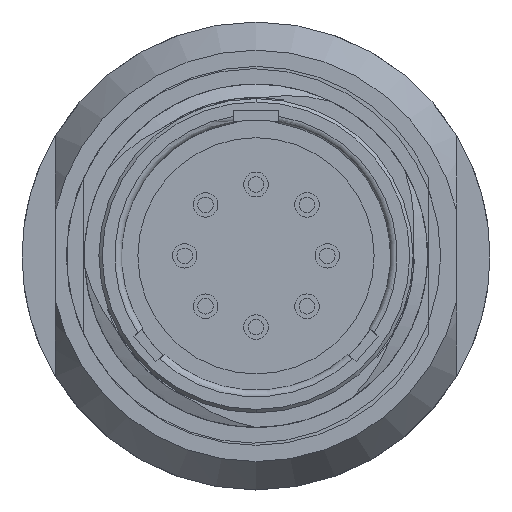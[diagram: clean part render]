
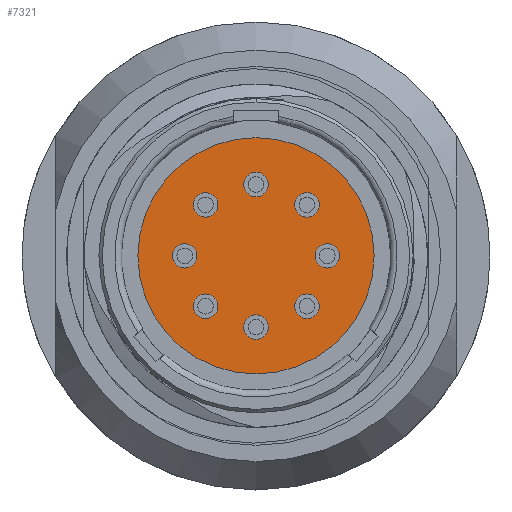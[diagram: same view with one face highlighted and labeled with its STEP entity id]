
A CAD part, top view. The second image highlights one B-rep face of the part: STEP entity #7321.
In plain terms, the highlighted planar face has unit normal (0, 0, 1).
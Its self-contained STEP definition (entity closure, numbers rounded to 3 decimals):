
#6693=CARTESIAN_POINT('',(5.3,0.,13.8));
#6694=VERTEX_POINT('',#6693);
#6710=CARTESIAN_POINT('',(-5.3,0.,13.8));
#6711=VERTEX_POINT('',#6710);
#6718=CARTESIAN_POINT('',(0.0,0.,13.8));
#6719=DIRECTION('',(0.0,0.0,1.0));
#6720=DIRECTION('',(1.0,0.0,0.0));
#6721=AXIS2_PLACEMENT_3D('',#6718,#6719,#6720);
#6722=CIRCLE('',#6721,5.3);
#6723=EDGE_CURVE('',#6694,#6711,#6722,.T.);
#6733=CARTESIAN_POINT('',(-1.713,2.286,13.8));
#6734=VERTEX_POINT('',#6733);
#6743=CARTESIAN_POINT('',(-2.813,2.286,13.8));
#6744=VERTEX_POINT('',#6743);
#6745=CARTESIAN_POINT('',(-2.263,2.286,13.8));
#6746=DIRECTION('',(0.0,0.0,-1.0));
#6747=DIRECTION('',(1.0,0.0,0.0));
#6748=AXIS2_PLACEMENT_3D('',#6745,#6746,#6747);
#6749=CIRCLE('',#6748,0.55);
#6750=EDGE_CURVE('',#6744,#6734,#6749,.T.);
#6775=CARTESIAN_POINT('',(-1.713,-2.263,13.8));
#6776=VERTEX_POINT('',#6775);
#6785=CARTESIAN_POINT('',(-2.813,-2.263,13.8));
#6786=VERTEX_POINT('',#6785);
#6787=CARTESIAN_POINT('',(-2.263,-2.263,13.8));
#6788=DIRECTION('',(0.0,0.0,-1.0));
#6789=DIRECTION('',(1.0,0.0,0.0));
#6790=AXIS2_PLACEMENT_3D('',#6787,#6788,#6789);
#6791=CIRCLE('',#6790,0.55);
#6792=EDGE_CURVE('',#6786,#6776,#6791,.T.);
#6817=CARTESIAN_POINT('',(2.836,-2.263,13.8));
#6818=VERTEX_POINT('',#6817);
#6827=CARTESIAN_POINT('',(1.736,-2.263,13.8));
#6828=VERTEX_POINT('',#6827);
#6829=CARTESIAN_POINT('',(2.286,-2.263,13.8));
#6830=DIRECTION('',(0.0,0.0,-1.0));
#6831=DIRECTION('',(1.0,0.0,0.0));
#6832=AXIS2_PLACEMENT_3D('',#6829,#6830,#6831);
#6833=CIRCLE('',#6832,0.55);
#6834=EDGE_CURVE('',#6828,#6818,#6833,.T.);
#6859=CARTESIAN_POINT('',(2.836,2.286,13.8));
#6860=VERTEX_POINT('',#6859);
#6869=CARTESIAN_POINT('',(1.736,2.286,13.8));
#6870=VERTEX_POINT('',#6869);
#6871=CARTESIAN_POINT('',(2.286,2.286,13.8));
#6872=DIRECTION('',(0.0,0.0,-1.0));
#6873=DIRECTION('',(1.0,0.0,0.0));
#6874=AXIS2_PLACEMENT_3D('',#6871,#6872,#6873);
#6875=CIRCLE('',#6874,0.55);
#6876=EDGE_CURVE('',#6870,#6860,#6875,.T.);
#6901=CARTESIAN_POINT('',(0.55,3.2,13.8));
#6902=VERTEX_POINT('',#6901);
#6911=CARTESIAN_POINT('',(-0.55,3.2,13.8));
#6912=VERTEX_POINT('',#6911);
#6913=CARTESIAN_POINT('',(0.,3.2,13.8));
#6914=DIRECTION('',(0.0,0.0,-1.0));
#6915=DIRECTION('',(1.0,0.0,0.0));
#6916=AXIS2_PLACEMENT_3D('',#6913,#6914,#6915);
#6917=CIRCLE('',#6916,0.55);
#6918=EDGE_CURVE('',#6912,#6902,#6917,.T.);
#6943=CARTESIAN_POINT('',(3.75,0.,13.8));
#6944=VERTEX_POINT('',#6943);
#6953=CARTESIAN_POINT('',(2.65,0.,13.8));
#6954=VERTEX_POINT('',#6953);
#6955=CARTESIAN_POINT('',(3.2,0.,13.8));
#6956=DIRECTION('',(0.0,0.0,-1.0));
#6957=DIRECTION('',(1.0,0.0,0.0));
#6958=AXIS2_PLACEMENT_3D('',#6955,#6956,#6957);
#6959=CIRCLE('',#6958,0.55);
#6960=EDGE_CURVE('',#6954,#6944,#6959,.T.);
#6985=CARTESIAN_POINT('',(0.55,-3.2,13.8));
#6986=VERTEX_POINT('',#6985);
#6995=CARTESIAN_POINT('',(-0.55,-3.2,13.8));
#6996=VERTEX_POINT('',#6995);
#6997=CARTESIAN_POINT('',(0.,-3.2,13.8));
#6998=DIRECTION('',(0.0,0.0,-1.0));
#6999=DIRECTION('',(1.0,0.0,0.0));
#7000=AXIS2_PLACEMENT_3D('',#6997,#6998,#6999);
#7001=CIRCLE('',#7000,0.55);
#7002=EDGE_CURVE('',#6996,#6986,#7001,.T.);
#7027=CARTESIAN_POINT('',(-2.65,0.,13.8));
#7028=VERTEX_POINT('',#7027);
#7037=CARTESIAN_POINT('',(-3.75,0.,13.8));
#7038=VERTEX_POINT('',#7037);
#7039=CARTESIAN_POINT('',(-3.2,0.,13.8));
#7040=DIRECTION('',(0.0,0.0,-1.0));
#7041=DIRECTION('',(1.0,0.0,0.0));
#7042=AXIS2_PLACEMENT_3D('',#7039,#7040,#7041);
#7043=CIRCLE('',#7042,0.55);
#7044=EDGE_CURVE('',#7038,#7028,#7043,.T.);
#7078=CARTESIAN_POINT('',(-3.2,0.,13.8));
#7079=DIRECTION('',(0.0,0.0,-1.0));
#7080=DIRECTION('',(1.0,0.0,0.0));
#7081=AXIS2_PLACEMENT_3D('',#7078,#7079,#7080);
#7082=CIRCLE('',#7081,0.55);
#7083=EDGE_CURVE('',#7028,#7038,#7082,.T.);
#7102=CARTESIAN_POINT('',(0.,-3.2,13.8));
#7103=DIRECTION('',(0.0,0.0,-1.0));
#7104=DIRECTION('',(1.0,0.0,0.0));
#7105=AXIS2_PLACEMENT_3D('',#7102,#7103,#7104);
#7106=CIRCLE('',#7105,0.55);
#7107=EDGE_CURVE('',#6986,#6996,#7106,.T.);
#7126=CARTESIAN_POINT('',(3.2,0.,13.8));
#7127=DIRECTION('',(0.0,0.0,-1.0));
#7128=DIRECTION('',(1.0,0.0,0.0));
#7129=AXIS2_PLACEMENT_3D('',#7126,#7127,#7128);
#7130=CIRCLE('',#7129,0.55);
#7131=EDGE_CURVE('',#6944,#6954,#7130,.T.);
#7150=CARTESIAN_POINT('',(0.,3.2,13.8));
#7151=DIRECTION('',(0.0,0.0,-1.0));
#7152=DIRECTION('',(1.0,0.0,0.0));
#7153=AXIS2_PLACEMENT_3D('',#7150,#7151,#7152);
#7154=CIRCLE('',#7153,0.55);
#7155=EDGE_CURVE('',#6902,#6912,#7154,.T.);
#7174=CARTESIAN_POINT('',(2.286,2.286,13.8));
#7175=DIRECTION('',(0.0,0.0,-1.0));
#7176=DIRECTION('',(1.0,0.0,0.0));
#7177=AXIS2_PLACEMENT_3D('',#7174,#7175,#7176);
#7178=CIRCLE('',#7177,0.55);
#7179=EDGE_CURVE('',#6860,#6870,#7178,.T.);
#7198=CARTESIAN_POINT('',(2.286,-2.263,13.8));
#7199=DIRECTION('',(0.0,0.0,-1.0));
#7200=DIRECTION('',(1.0,0.0,0.0));
#7201=AXIS2_PLACEMENT_3D('',#7198,#7199,#7200);
#7202=CIRCLE('',#7201,0.55);
#7203=EDGE_CURVE('',#6818,#6828,#7202,.T.);
#7222=CARTESIAN_POINT('',(-2.263,-2.263,13.8));
#7223=DIRECTION('',(0.0,0.0,-1.0));
#7224=DIRECTION('',(1.0,0.0,0.0));
#7225=AXIS2_PLACEMENT_3D('',#7222,#7223,#7224);
#7226=CIRCLE('',#7225,0.55);
#7227=EDGE_CURVE('',#6776,#6786,#7226,.T.);
#7246=CARTESIAN_POINT('',(-2.263,2.286,13.8));
#7247=DIRECTION('',(0.0,0.0,-1.0));
#7248=DIRECTION('',(1.0,0.0,0.0));
#7249=AXIS2_PLACEMENT_3D('',#7246,#7247,#7248);
#7250=CIRCLE('',#7249,0.55);
#7251=EDGE_CURVE('',#6734,#6744,#7250,.T.);
#7262=CARTESIAN_POINT('',(0.0,0.,13.8));
#7263=DIRECTION('',(0.0,0.0,1.0));
#7264=DIRECTION('',(1.0,0.0,0.0));
#7265=AXIS2_PLACEMENT_3D('',#7262,#7263,#7264);
#7266=CIRCLE('',#7265,5.3);
#7267=EDGE_CURVE('',#6711,#6694,#7266,.T.);
#7280=CARTESIAN_POINT('',(0.0,0.,13.8));
#7281=DIRECTION('',(0.0,0.0,1.0));
#7282=DIRECTION('',(-1.0,0.0,0.0));
#7283=AXIS2_PLACEMENT_3D('',#7280,#7281,#7282);
#7284=PLANE('',#7283);
#7285=ORIENTED_EDGE('',*,*,#7267,.T.);
#7286=ORIENTED_EDGE('',*,*,#6723,.T.);
#7287=EDGE_LOOP('',(#7285,#7286));
#7288=FACE_OUTER_BOUND('',#7287,.T.);
#7289=ORIENTED_EDGE('',*,*,#7083,.T.);
#7290=ORIENTED_EDGE('',*,*,#7044,.T.);
#7291=EDGE_LOOP('',(#7289,#7290));
#7292=FACE_BOUND('',#7291,.T.);
#7293=ORIENTED_EDGE('',*,*,#7107,.T.);
#7294=ORIENTED_EDGE('',*,*,#7002,.T.);
#7295=EDGE_LOOP('',(#7293,#7294));
#7296=FACE_BOUND('',#7295,.T.);
#7297=ORIENTED_EDGE('',*,*,#7131,.T.);
#7298=ORIENTED_EDGE('',*,*,#6960,.T.);
#7299=EDGE_LOOP('',(#7297,#7298));
#7300=FACE_BOUND('',#7299,.T.);
#7301=ORIENTED_EDGE('',*,*,#7155,.T.);
#7302=ORIENTED_EDGE('',*,*,#6918,.T.);
#7303=EDGE_LOOP('',(#7301,#7302));
#7304=FACE_BOUND('',#7303,.T.);
#7305=ORIENTED_EDGE('',*,*,#7179,.T.);
#7306=ORIENTED_EDGE('',*,*,#6876,.T.);
#7307=EDGE_LOOP('',(#7305,#7306));
#7308=FACE_BOUND('',#7307,.T.);
#7309=ORIENTED_EDGE('',*,*,#7203,.T.);
#7310=ORIENTED_EDGE('',*,*,#6834,.T.);
#7311=EDGE_LOOP('',(#7309,#7310));
#7312=FACE_BOUND('',#7311,.T.);
#7313=ORIENTED_EDGE('',*,*,#7227,.T.);
#7314=ORIENTED_EDGE('',*,*,#6792,.T.);
#7315=EDGE_LOOP('',(#7313,#7314));
#7316=FACE_BOUND('',#7315,.T.);
#7317=ORIENTED_EDGE('',*,*,#7251,.T.);
#7318=ORIENTED_EDGE('',*,*,#6750,.T.);
#7319=EDGE_LOOP('',(#7317,#7318));
#7320=FACE_BOUND('',#7319,.T.);
#7321=ADVANCED_FACE('',(#7288,#7292,#7296,#7300,#7304,#7308,#7312,#7316,#7320),#7284,.T.);
